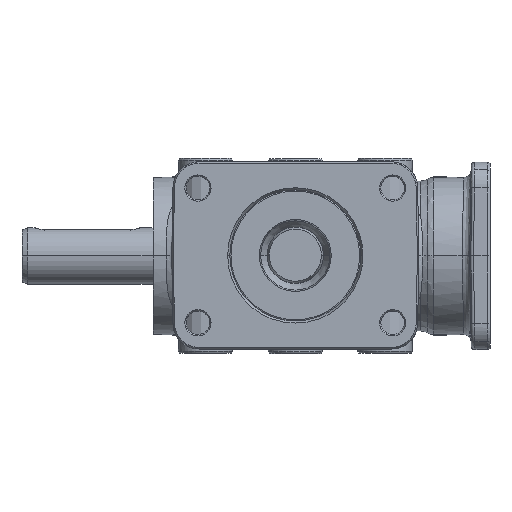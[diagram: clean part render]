
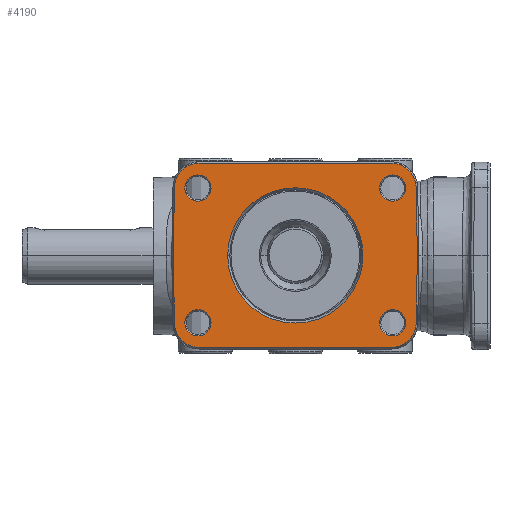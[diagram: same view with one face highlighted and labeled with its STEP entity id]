
A CAD part, top view. The second image highlights one B-rep face of the part: STEP entity #4190.
In plain terms, the highlighted planar face has unit normal (0, 0, 1).
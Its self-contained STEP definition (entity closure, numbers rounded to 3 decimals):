
#4190=ADVANCED_FACE('',(#8482,#8483,#8484,#8485,#8486,#8487),#8488,.F.);
#8482=FACE_OUTER_BOUND('',#44959,.T.);
#8483=FACE_BOUND('',#44960,.T.);
#8484=FACE_BOUND('',#44961,.T.);
#8485=FACE_BOUND('',#44962,.T.);
#8486=FACE_BOUND('',#44963,.T.);
#8487=FACE_BOUND('',#44964,.T.);
#8488=PLANE('',#44965);
#44959=EDGE_LOOP('',(#53515,#53516,#53517,#53518,#53519,#53520,#53521,#53522,#53523,#53524,#53525,#53526,#53527,#53528));
#44960=EDGE_LOOP('',(#53529,#53530));
#44961=EDGE_LOOP('',(#53531,#53532));
#44962=EDGE_LOOP('',(#53533,#53534));
#44963=EDGE_LOOP('',(#53535,#53536));
#44964=EDGE_LOOP('',(#53537,#53538));
#44965=AXIS2_PLACEMENT_3D('',#53539,#53540,#53541);
#53515=ORIENTED_EDGE('',*,*,#55336,.F.);
#53516=ORIENTED_EDGE('',*,*,#53920,.F.);
#53517=ORIENTED_EDGE('',*,*,#57581,.F.);
#53518=ORIENTED_EDGE('',*,*,#57583,.F.);
#53519=ORIENTED_EDGE('',*,*,#57586,.F.);
#53520=ORIENTED_EDGE('',*,*,#53915,.F.);
#53521=ORIENTED_EDGE('',*,*,#57589,.F.);
#53522=ORIENTED_EDGE('',*,*,#57591,.F.);
#53523=ORIENTED_EDGE('',*,*,#54571,.F.);
#53524=ORIENTED_EDGE('',*,*,#55326,.F.);
#53525=ORIENTED_EDGE('',*,*,#55328,.F.);
#53526=ORIENTED_EDGE('',*,*,#55331,.F.);
#53527=ORIENTED_EDGE('',*,*,#54566,.F.);
#53528=ORIENTED_EDGE('',*,*,#55334,.F.);
#53529=ORIENTED_EDGE('',*,*,#55129,.F.);
#53530=ORIENTED_EDGE('',*,*,#54759,.F.);
#53531=ORIENTED_EDGE('',*,*,#55134,.F.);
#53532=ORIENTED_EDGE('',*,*,#54749,.F.);
#53533=ORIENTED_EDGE('',*,*,#55139,.F.);
#53534=ORIENTED_EDGE('',*,*,#54739,.F.);
#53535=ORIENTED_EDGE('',*,*,#55144,.F.);
#53536=ORIENTED_EDGE('',*,*,#54729,.F.);
#53537=ORIENTED_EDGE('',*,*,#57603,.F.);
#53538=ORIENTED_EDGE('',*,*,#53892,.F.);
#53539=CARTESIAN_POINT('',(33.75,0.0,90.0));
#53540=DIRECTION('',(0.0,0.0,-1.0));
#53541=DIRECTION('',(0.0,-1.0,0.0));
#53892=EDGE_CURVE('',#57829,#57832,#57833,.T.);
#53915=EDGE_CURVE('',#57864,#57867,#57868,.T.);
#53920=EDGE_CURVE('',#57873,#57876,#57877,.T.);
#54566=EDGE_CURVE('',#59050,#59053,#59054,.T.);
#54571=EDGE_CURVE('',#59059,#59062,#59063,.T.);
#54729=EDGE_CURVE('',#59330,#59333,#59334,.T.);
#54739=EDGE_CURVE('',#59346,#59349,#59350,.T.);
#54749=EDGE_CURVE('',#59362,#59365,#59366,.T.);
#54759=EDGE_CURVE('',#59378,#59381,#59382,.T.);
#55129=EDGE_CURVE('',#59381,#59378,#59893,.T.);
#55134=EDGE_CURVE('',#59365,#59362,#59899,.T.);
#55139=EDGE_CURVE('',#59349,#59346,#59905,.T.);
#55144=EDGE_CURVE('',#59333,#59330,#59911,.T.);
#55326=EDGE_CURVE('',#60132,#59059,#60134,.T.);
#55328=EDGE_CURVE('',#60136,#60132,#60137,.T.);
#55331=EDGE_CURVE('',#59053,#60136,#60140,.T.);
#55334=EDGE_CURVE('',#60142,#59050,#60144,.T.);
#55336=EDGE_CURVE('',#57876,#60142,#60146,.T.);
#57581=EDGE_CURVE('',#63217,#57873,#63219,.T.);
#57583=EDGE_CURVE('',#63221,#63217,#63222,.T.);
#57586=EDGE_CURVE('',#57867,#63221,#63225,.T.);
#57589=EDGE_CURVE('',#63227,#57864,#63229,.T.);
#57591=EDGE_CURVE('',#59062,#63227,#63231,.T.);
#57603=EDGE_CURVE('',#57832,#57829,#63243,.T.);
#57829=VERTEX_POINT('',#63651);
#57832=VERTEX_POINT('',#63655);
#57833=CIRCLE('',#63656,18.077);
#57864=VERTEX_POINT('',#63696);
#57867=VERTEX_POINT('',#63700);
#57868=CIRCLE('',#63701,6.596);
#57873=VERTEX_POINT('',#63707);
#57876=VERTEX_POINT('',#63711);
#57877=CIRCLE('',#63712,6.596);
#59050=VERTEX_POINT('',#67590);
#59053=VERTEX_POINT('',#67594);
#59054=CIRCLE('',#67595,6.596);
#59059=VERTEX_POINT('',#67601);
#59062=VERTEX_POINT('',#67605);
#59063=CIRCLE('',#67606,6.596);
#59330=VERTEX_POINT('',#68269);
#59333=VERTEX_POINT('',#68273);
#59334=CIRCLE('',#68274,3.496);
#59346=VERTEX_POINT('',#68289);
#59349=VERTEX_POINT('',#68293);
#59350=CIRCLE('',#68294,3.496);
#59362=VERTEX_POINT('',#68309);
#59365=VERTEX_POINT('',#68313);
#59366=CIRCLE('',#68314,3.496);
#59378=VERTEX_POINT('',#68329);
#59381=VERTEX_POINT('',#68333);
#59382=CIRCLE('',#68334,3.496);
#59893=CIRCLE('',#70127,3.496);
#59899=CIRCLE('',#70133,3.496);
#59905=CIRCLE('',#70139,3.496);
#59911=CIRCLE('',#70145,3.496);
#60132=VERTEX_POINT('',#70619);
#60134=CIRCLE('',#70622,6.596);
#60136=VERTEX_POINT('',#70624);
#60137=LINE('',#70625,#70626);
#60140=LINE('',#70630,#70631);
#60142=VERTEX_POINT('',#70633);
#60144=CIRCLE('',#70636,6.596);
#60146=LINE('',#70638,#70639);
#63217=VERTEX_POINT('',#80112);
#63219=CIRCLE('',#80115,6.596);
#63221=VERTEX_POINT('',#80117);
#63222=LINE('',#80118,#80119);
#63225=LINE('',#80123,#80124);
#63227=VERTEX_POINT('',#80126);
#63229=CIRCLE('',#80129,6.596);
#63231=LINE('',#80131,#80132);
#63243=CIRCLE('',#80144,18.077);
#63651=CARTESIAN_POINT('',(-18.077,0.,90.0));
#63655=CARTESIAN_POINT('',(18.077,0.,90.0));
#63656=AXIS2_PLACEMENT_3D('',#80362,#80363,#80364);
#63696=CARTESIAN_POINT('',(-30.308,-22.705,90.0));
#63700=CARTESIAN_POINT('',(-32.28,-18.115,90.0));
#63701=AXIS2_PLACEMENT_3D('',#80396,#80397,#80398);
#63707=CARTESIAN_POINT('',(-30.308,22.705,90.0));
#63711=CARTESIAN_POINT('',(-25.685,24.596,90.0));
#63712=AXIS2_PLACEMENT_3D('',#80404,#80405,#80406);
#67590=CARTESIAN_POINT('',(30.308,22.705,90.0));
#67594=CARTESIAN_POINT('',(32.28,18.115,90.0));
#67595=AXIS2_PLACEMENT_3D('',#80989,#80990,#80991);
#67601=CARTESIAN_POINT('',(30.308,-22.705,90.0));
#67605=CARTESIAN_POINT('',(25.685,-24.596,90.0));
#67606=AXIS2_PLACEMENT_3D('',#80997,#80998,#80999);
#68269=CARTESIAN_POINT('',(-29.496,-18.0,90.0));
#68273=CARTESIAN_POINT('',(-22.504,-18.0,90.0));
#68274=AXIS2_PLACEMENT_3D('',#81212,#81213,#81214);
#68289=CARTESIAN_POINT('',(22.504,-18.0,90.0));
#68293=CARTESIAN_POINT('',(29.496,-18.0,90.0));
#68294=AXIS2_PLACEMENT_3D('',#81228,#81229,#81230);
#68309=CARTESIAN_POINT('',(22.504,18.0,90.0));
#68313=CARTESIAN_POINT('',(29.496,18.0,90.0));
#68314=AXIS2_PLACEMENT_3D('',#81244,#81245,#81246);
#68329=CARTESIAN_POINT('',(-29.496,18.0,90.0));
#68333=CARTESIAN_POINT('',(-22.504,18.0,90.0));
#68334=AXIS2_PLACEMENT_3D('',#81260,#81261,#81262);
#70127=AXIS2_PLACEMENT_3D('',#81670,#81671,#81672);
#70133=AXIS2_PLACEMENT_3D('',#81679,#81680,#81681);
#70139=AXIS2_PLACEMENT_3D('',#81688,#81689,#81690);
#70145=AXIS2_PLACEMENT_3D('',#81697,#81698,#81699);
#70619=CARTESIAN_POINT('',(32.28,-18.115,90.0));
#70622=AXIS2_PLACEMENT_3D('',#81924,#81925,#81926);
#70624=CARTESIAN_POINT('',(32.596,0.,90.0));
#70625=CARTESIAN_POINT('',(32.596,0.,90.0));
#70626=VECTOR('',#81927,18.118);
#70630=CARTESIAN_POINT('',(32.28,18.115,90.0));
#70631=VECTOR('',#81929,18.118);
#70633=CARTESIAN_POINT('',(25.685,24.596,90.0));
#70636=AXIS2_PLACEMENT_3D('',#81931,#81932,#81933);
#70638=CARTESIAN_POINT('',(-25.685,24.596,90.0));
#70639=VECTOR('',#81934,51.369);
#80112=CARTESIAN_POINT('',(-32.28,18.115,90.0));
#80115=AXIS2_PLACEMENT_3D('',#83633,#83634,#83635);
#80117=CARTESIAN_POINT('',(-32.596,0.,90.0));
#80118=CARTESIAN_POINT('',(-32.596,0.,90.0));
#80119=VECTOR('',#83636,18.118);
#80123=CARTESIAN_POINT('',(-32.28,-18.115,90.0));
#80124=VECTOR('',#83638,18.118);
#80126=CARTESIAN_POINT('',(-25.685,-24.596,90.0));
#80129=AXIS2_PLACEMENT_3D('',#83640,#83641,#83642);
#80131=CARTESIAN_POINT('',(25.685,-24.596,90.0));
#80132=VECTOR('',#83643,51.369);
#80144=AXIS2_PLACEMENT_3D('',#83656,#83657,#83658);
#80362=CARTESIAN_POINT('',(0.0,0.0,90.0));
#80363=DIRECTION('',(0.0,0.0,1.0));
#80364=DIRECTION('',(-1.0,0.0,0.0));
#80396=CARTESIAN_POINT('',(-25.685,-18.0,90.0));
#80397=DIRECTION('',(-0.0,0.0,-1.0));
#80398=DIRECTION('',(-0.701,-0.713,0.0));
#80404=CARTESIAN_POINT('',(-25.685,18.0,90.0));
#80405=DIRECTION('',(0.0,0.0,-1.0));
#80406=DIRECTION('',(-0.701,0.713,0.0));
#80989=CARTESIAN_POINT('',(25.685,18.0,90.0));
#80990=DIRECTION('',(0.0,0.0,-1.0));
#80991=DIRECTION('',(0.701,0.713,0.0));
#80997=CARTESIAN_POINT('',(25.685,-18.0,90.0));
#80998=DIRECTION('',(0.0,0.0,-1.0));
#80999=DIRECTION('',(0.701,-0.713,0.0));
#81212=CARTESIAN_POINT('',(-26.0,-18.0,90.0));
#81213=DIRECTION('',(0.0,0.0,1.0));
#81214=DIRECTION('',(-1.0,0.0,0.0));
#81228=CARTESIAN_POINT('',(26.0,-18.0,90.0));
#81229=DIRECTION('',(0.0,0.0,1.0));
#81230=DIRECTION('',(-1.0,0.0,0.0));
#81244=CARTESIAN_POINT('',(26.0,18.0,90.0));
#81245=DIRECTION('',(0.0,0.0,1.0));
#81246=DIRECTION('',(-1.0,0.0,0.0));
#81260=CARTESIAN_POINT('',(-26.0,18.0,90.0));
#81261=DIRECTION('',(0.0,0.0,1.0));
#81262=DIRECTION('',(-1.0,0.0,0.0));
#81670=CARTESIAN_POINT('',(-26.0,18.0,90.0));
#81671=DIRECTION('',(0.0,0.0,1.0));
#81672=DIRECTION('',(-1.0,0.0,0.0));
#81679=CARTESIAN_POINT('',(26.0,18.0,90.0));
#81680=DIRECTION('',(0.0,0.0,1.0));
#81681=DIRECTION('',(-1.0,0.0,0.0));
#81688=CARTESIAN_POINT('',(26.0,-18.0,90.0));
#81689=DIRECTION('',(0.0,0.0,1.0));
#81690=DIRECTION('',(-1.0,0.0,0.0));
#81697=CARTESIAN_POINT('',(-26.0,-18.0,90.0));
#81698=DIRECTION('',(0.0,0.0,1.0));
#81699=DIRECTION('',(-1.0,0.0,0.0));
#81924=CARTESIAN_POINT('',(25.685,-18.0,90.0));
#81925=DIRECTION('',(0.0,0.0,-1.0));
#81926=DIRECTION('',(0.701,-0.713,0.0));
#81927=DIRECTION('',(-0.017,-1.,0.0));
#81929=DIRECTION('',(0.017,-1.,0.0));
#81931=CARTESIAN_POINT('',(25.685,18.0,90.0));
#81932=DIRECTION('',(0.0,0.0,-1.0));
#81933=DIRECTION('',(0.701,0.713,0.0));
#81934=DIRECTION('',(1.0,0.0,0.0));
#83633=CARTESIAN_POINT('',(-25.685,18.0,90.0));
#83634=DIRECTION('',(0.0,0.0,-1.0));
#83635=DIRECTION('',(-0.701,0.713,0.0));
#83636=DIRECTION('',(0.017,1.,0.0));
#83638=DIRECTION('',(-0.017,1.,0.0));
#83640=CARTESIAN_POINT('',(-25.685,-18.0,90.0));
#83641=DIRECTION('',(-0.0,0.0,-1.0));
#83642=DIRECTION('',(-0.701,-0.713,0.0));
#83643=DIRECTION('',(-1.0,0.0,0.0));
#83656=CARTESIAN_POINT('',(0.0,0.0,90.0));
#83657=DIRECTION('',(0.0,0.0,1.0));
#83658=DIRECTION('',(-1.0,0.0,0.0));
